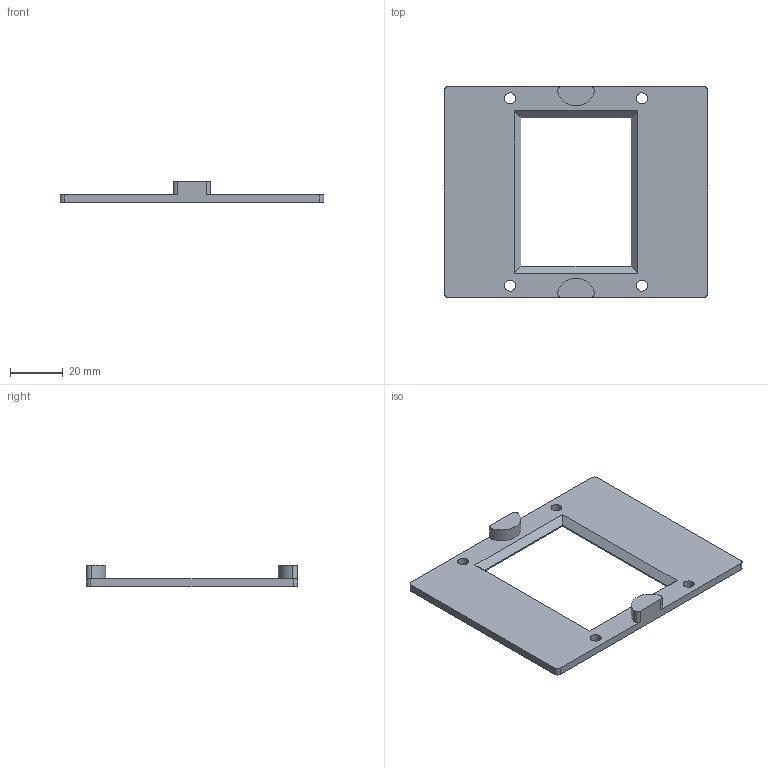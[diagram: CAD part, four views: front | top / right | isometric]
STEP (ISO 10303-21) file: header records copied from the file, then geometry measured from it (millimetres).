
FILE_DESCRIPTION(/* description */ ('STEP AP203'),/* implementation_level */ '2;1');
FILE_NAME(/* name */ '63deb9278244077c587cec39',/* time_stamp */ '2023-02-04T19:59:35+00:00',/* author */ (''),/* organization */ (''),/* preprocessor_version */ 'ST-DEVELOPER v18.102',/* originating_system */ ' ',/* authorisation */ ' ');
FILE_SCHEMA (('CONFIG_CONTROL_DESIGN'));
Length unit declared in the file: metre
Products named in the file (1): Carrier_Plate
Bounding box: 100 x 80 x 8 mm (x, y, z)
Volume: 16884 mm3; surface area: 13038.3 mm2
Topology: 1 solids, 1 shells, 30 faces, 80 edges, 52 vertices
Faces by surface type: plane 16, cylinder 14
Full cylindrical faces by diameter (mm): 4.2 x4
Entity records: 970 total; most frequent: DIRECTION 166, CARTESIAN_POINT 159, ORIENTED_EDGE 152, EDGE_CURVE 76, AXIS2_PLACEMENT_3D 59, VERTEX_POINT 52, LINE 48, VECTOR 48
